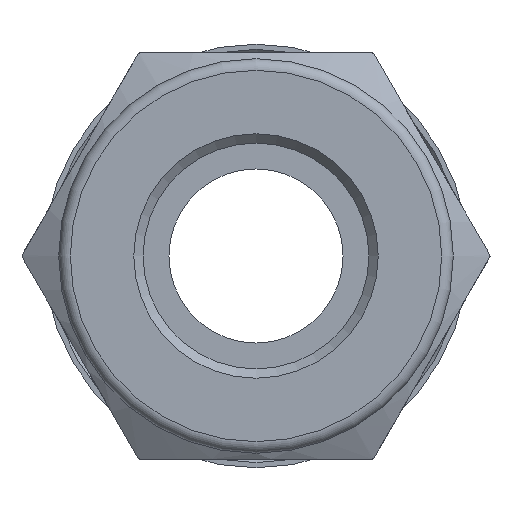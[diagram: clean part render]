
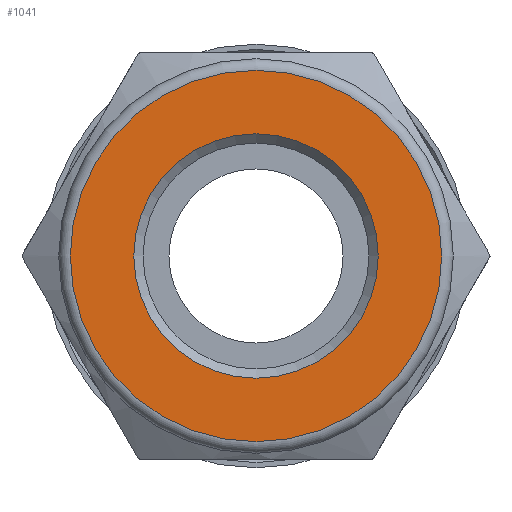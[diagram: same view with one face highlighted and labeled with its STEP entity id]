
A CAD part, left-side view. The second image highlights one B-rep face of the part: STEP entity #1041.
In plain terms, the highlighted planar face has unit normal (-1, 0, 0).
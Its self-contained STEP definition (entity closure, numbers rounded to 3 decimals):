
#18=FACE_BOUND('',#253,.T.);
#89=CIRCLE('',#1170,5.265);
#90=CIRCLE('',#1172,8.);
#182=FACE_OUTER_BOUND('',#252,.T.);
#252=EDGE_LOOP('',(#844));
#253=EDGE_LOOP('',(#845));
#488=VERTEX_POINT('',#1847);
#489=VERTEX_POINT('',#1851);
#619=EDGE_CURVE('',#488,#488,#89,.T.);
#620=EDGE_CURVE('',#489,#489,#90,.T.);
#844=ORIENTED_EDGE('',*,*,#620,.F.);
#845=ORIENTED_EDGE('',*,*,#619,.T.);
#997=PLANE('',#1171);
#1041=ADVANCED_FACE('',(#182,#18),#997,.T.);
#1170=AXIS2_PLACEMENT_3D('',#1849,#1418,#1419);
#1171=AXIS2_PLACEMENT_3D('',#1850,#1420,#1421);
#1172=AXIS2_PLACEMENT_3D('',#1852,#1422,#1423);
#1418=DIRECTION('center_axis',(1.,0.,0.));
#1419=DIRECTION('ref_axis',(0.,0.,-1.));
#1420=DIRECTION('center_axis',(-1.,0.,0.));
#1421=DIRECTION('ref_axis',(0.,0.,1.));
#1422=DIRECTION('center_axis',(1.,0.,0.));
#1423=DIRECTION('ref_axis',(0.,0.,-1.));
#1847=CARTESIAN_POINT('',(0.,-5.265,0.));
#1849=CARTESIAN_POINT('Origin',(0.,0.,
0.));
#1850=CARTESIAN_POINT('Origin',(0.,8.,0.));
#1851=CARTESIAN_POINT('',(0.,0.,8.));
#1852=CARTESIAN_POINT('Origin',(0.,0.,
0.));
